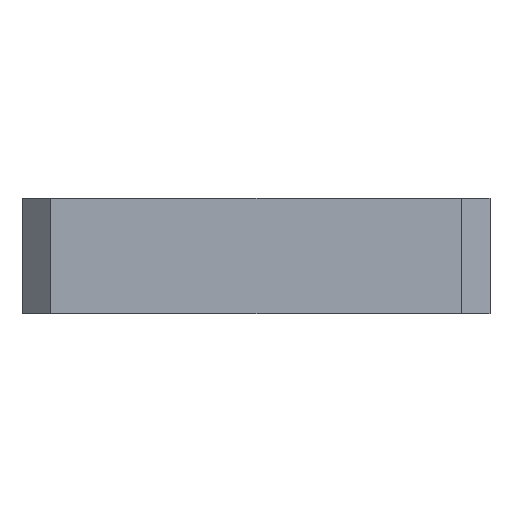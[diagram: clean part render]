
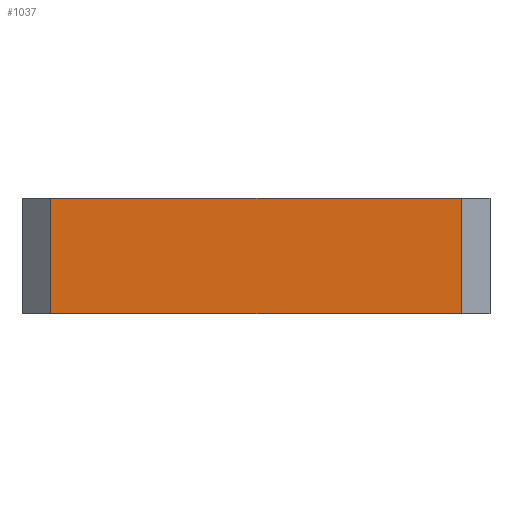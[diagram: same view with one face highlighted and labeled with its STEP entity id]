
A CAD part, left-side view. The second image highlights one B-rep face of the part: STEP entity #1037.
In plain terms, the highlighted planar face has unit normal (-1, 0, 0).
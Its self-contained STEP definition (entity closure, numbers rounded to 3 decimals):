
#340 = VECTOR ( 'NONE', #1802, 1000. ) ;
#392 = EDGE_LOOP ( 'NONE', ( #403, #1113, #864, #2058 ) ) ;
#403 = ORIENTED_EDGE ( 'NONE', *, *, #2356, .T. ) ;
#539 = VERTEX_POINT ( 'NONE', #1437 ) ;
#577 = CARTESIAN_POINT ( 'NONE',  ( -20.3, -17.8, 5. ) ) ;
#605 = VERTEX_POINT ( 'NONE', #1261 ) ;
#709 = VERTEX_POINT ( 'NONE', #1748 ) ;
#742 = EDGE_CURVE ( 'NONE', #709, #605, #2149, .T. ) ;
#756 = DIRECTION ( 'NONE',  ( 0., 1., 0. ) ) ;
#839 = CARTESIAN_POINT ( 'NONE',  ( -20.3, 20.3, 5. ) ) ;
#864 = ORIENTED_EDGE ( 'NONE', *, *, #2458, .F. ) ;
#932 = FACE_OUTER_BOUND ( 'NONE', #392, .T. ) ;
#933 = VECTOR ( 'NONE', #1184, 1000. ) ;
#994 = DIRECTION ( 'NONE',  ( 0., -1., 0. ) ) ;
#1037 = ADVANCED_FACE ( 'NONE', ( #932 ), #2172, .F. ) ;
#1078 = EDGE_CURVE ( 'NONE', #2036, #539, #1199, .T. ) ;
#1113 = ORIENTED_EDGE ( 'NONE', *, *, #1078, .T. ) ;
#1184 = DIRECTION ( 'NONE',  ( 0., -1., 0. ) ) ;
#1187 = DIRECTION ( 'NONE',  ( 1., 0., 0. ) ) ;
#1199 = LINE ( 'NONE', #577, #340 ) ;
#1261 = CARTESIAN_POINT ( 'NONE',  ( -20.3, 17.8, -5. ) ) ;
#1384 = CARTESIAN_POINT ( 'NONE',  ( -20.3, 20.3, 5. ) ) ;
#1437 = CARTESIAN_POINT ( 'NONE',  ( -20.3, -17.8, 5. ) ) ;
#1448 = VECTOR ( 'NONE', #994, 1000. ) ;
#1748 = CARTESIAN_POINT ( 'NONE',  ( -20.3, 17.8, 5. ) ) ;
#1802 = DIRECTION ( 'NONE',  ( 0., 0., 1. ) ) ;
#1830 = AXIS2_PLACEMENT_3D ( 'NONE', #839, #1187, #756 ) ;
#1869 = VECTOR ( 'NONE', #1959, 1000. ) ;
#1959 = DIRECTION ( 'NONE',  ( 0., 0., -1. ) ) ;
#2036 = VERTEX_POINT ( 'NONE', #2624 ) ;
#2058 = ORIENTED_EDGE ( 'NONE', *, *, #742, .T. ) ;
#2149 = LINE ( 'NONE', #2412, #1869 ) ;
#2172 = PLANE ( 'NONE',  #1830 ) ;
#2202 = CARTESIAN_POINT ( 'NONE',  ( -20.3, 20.3, -5. ) ) ;
#2356 = EDGE_CURVE ( 'NONE', #605, #2036, #2427, .T. ) ;
#2412 = CARTESIAN_POINT ( 'NONE',  ( -20.3, 17.8, 5. ) ) ;
#2415 = LINE ( 'NONE', #1384, #933 ) ;
#2427 = LINE ( 'NONE', #2202, #1448 ) ;
#2458 = EDGE_CURVE ( 'NONE', #709, #539, #2415, .T. ) ;
#2624 = CARTESIAN_POINT ( 'NONE',  ( -20.3, -17.8, -5. ) ) ;
